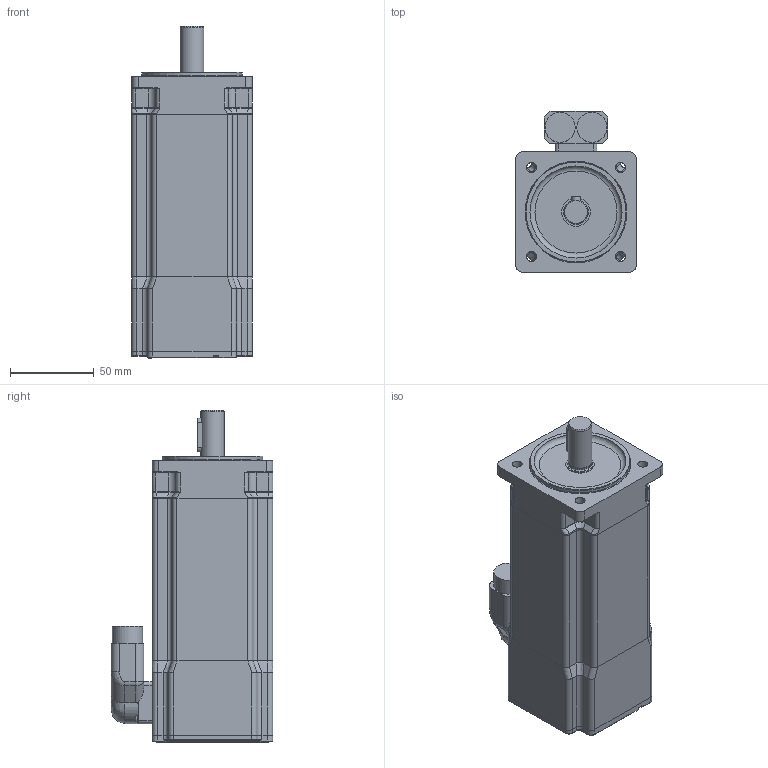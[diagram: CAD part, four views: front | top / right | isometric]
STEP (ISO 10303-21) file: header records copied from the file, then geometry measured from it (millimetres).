
FILE_DESCRIPTION((''),'2;1');
FILE_NAME('AM8031-xx01.stp','2012-10-30T14:54:27',('RolfO'),(''),'Autodesk Inventor 2008','Autodesk Inventor 2008','');
FILE_SCHEMA(('AUTOMOTIVE_DESIGN { 1 0 10303 214 1 1 1 1 }'));
Length unit declared in the file: millimetre
Products named in the file (9): AM8031-xx01-xxxx_22.05; BM070-VM-00; Volumenkörper2; Volumenkörper3; Volumenkörper4; Volumenkörper5; Volumenkörper6; Intercontec-EEDC101NN00000006000; DIN 6885-A5x5x20
Assembly tree (8 placements, depth 3):
  AM8031-xx01-xxxx_22.05
    BM070-VM-00
      Volumenkörper2
      Volumenkörper3
      Volumenkörper4
      Volumenkörper5
      Volumenkörper6
    Intercontec-EEDC101NN00000006000
    DIN 6885-A5x5x20
Bounding box: 72 x 96.41 x 198.2 mm (x, y, z)
Volume: 825014.6 mm3; surface area: 95652.4 mm2
Topology: 7 solids, 7 shells, 459 faces, 1150 edges, 709 vertices
Faces by surface type: plane 194, cylinder 120, bspline 108, torus 32, cone 3, sphere 2
Full cylindrical faces by diameter (mm): 6 x4, 13.6 x1, 14 x1, 17 x1, 18 x2, 20.1 x2, 60 x1
Entity records: 15648 total; most frequent: CARTESIAN_POINT 5002, ORIENTED_EDGE 2226, DIRECTION 2016, EDGE_CURVE 1113, VERTEX_POINT 707, AXIS2_PLACEMENT_3D 689, VECTOR 638, LINE 638
